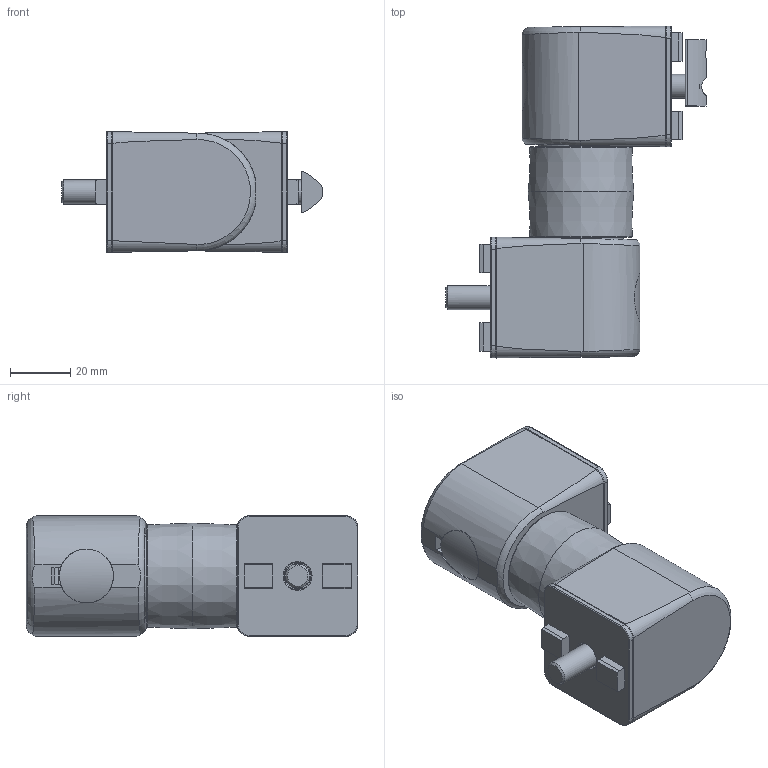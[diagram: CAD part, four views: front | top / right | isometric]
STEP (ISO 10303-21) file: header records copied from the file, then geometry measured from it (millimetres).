
FILE_DESCRIPTION(('STEP AP203'),'1');
FILE_NAME('SAFE08E6342.stp','2025-04-15T08:51:58',(' '),(' '),'Spatial InterOp 3D',' ',' ');
FILE_SCHEMA(('CONFIG_CONTROL_DESIGN'));
Length unit declared in the file: millimetre
Products named in the file (9): Kit de fixation; Vis BHC - M8x45; Écrou 8 St M8; Articulation à friction simple parallèle; Capot 8-40; Cache vis; Vis CHC - M8x50; Corps 1Z40; arbre de friction
Assembly tree (11 placements, depth 3):
  Articulation à friction simple parallèle
    Kit de fixation
      Vis BHC - M8x45
      Écrou 8 St M8
    Capot 8-40  x2
    Cache vis  x2
    Vis CHC - M8x50
    Corps 1Z40  x2
    arbre de friction
Bounding box: 86.3 x 110 x 40 mm (x, y, z)
Volume: 149516.6 mm3; surface area: 54028.2 mm2
Topology: 10 solids, 10 shells, 536 faces, 1396 edges, 916 vertices
Faces by surface type: plane 264, cylinder 193, cone 49, torus 29, sphere 1
Full cylindrical faces by diameter (mm): 4 x1, 6.8 x1, 8 x4, 8.4 x2, 10 x2, 13 x3, 15.3 x2, 17.87 x2, 28 x2
Entity records: 11709 total; most frequent: CARTESIAN_POINT 3019, DIRECTION 1471, ORIENTED_EDGE 1430, EDGE_CURVE 715, AXIS2_PLACEMENT_3D 539, VERTEX_POINT 489, LINE 393, VECTOR 393
